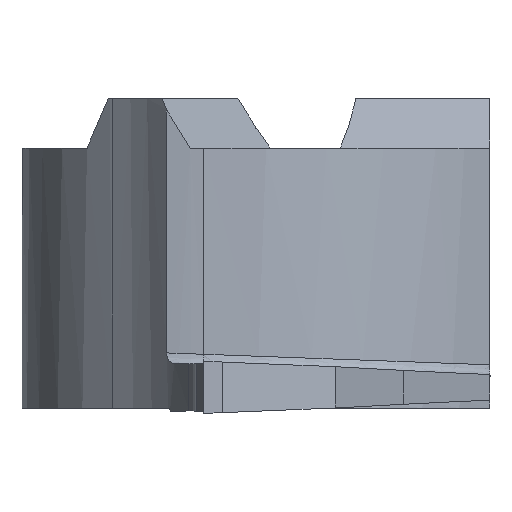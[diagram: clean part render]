
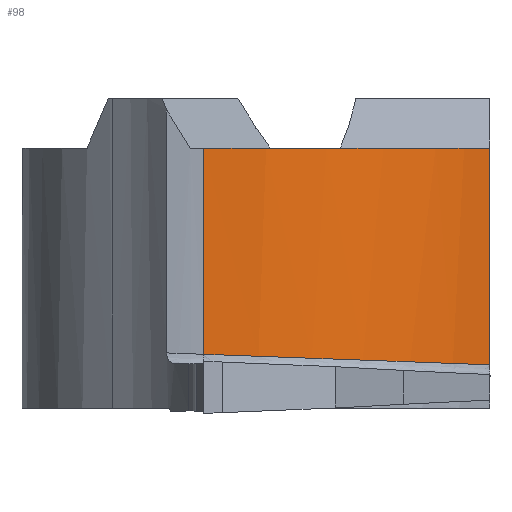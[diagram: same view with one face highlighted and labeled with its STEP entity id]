
A CAD part, left-side view. The second image highlights one B-rep face of the part: STEP entity #98.
In plain terms, the highlighted free-form (B-spline) face has degree [1, 3] with [2, 4] control points.
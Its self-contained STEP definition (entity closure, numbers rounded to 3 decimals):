
#98=ADVANCED_FACE('',(#153),#142,.F.);
#142=(
BOUNDED_SURFACE()
B_SPLINE_SURFACE(1,3,((#1257,#1258,#1259,#1260),(#1261,#1262,#1263,#1264)),
 .UNSPECIFIED.,.F.,.F.,.F.)
B_SPLINE_SURFACE_WITH_KNOTS((2,2),(4,4),(0.,1.),(0.,1.),.UNSPECIFIED.)
GEOMETRIC_REPRESENTATION_ITEM()
RATIONAL_B_SPLINE_SURFACE(((1.,0.932,0.932,1.),(1.,
0.932,0.932,1.)))
REPRESENTATION_ITEM('')
SURFACE()
);
#153=FACE_OUTER_BOUND('',#198,.T.);
#198=EDGE_LOOP('',(#373,#374,#375,#376));
#243=LINE('',#1241,#286);
#286=VECTOR('',#948,1.);
#328=CIRCLE('',#873,7.);
#373=ORIENTED_EDGE('',*,*,#694,.F.);
#374=ORIENTED_EDGE('',*,*,#695,.T.);
#375=ORIENTED_EDGE('',*,*,#696,.F.);
#376=ORIENTED_EDGE('',*,*,#697,.T.);
#613=VERTEX_POINT('',#1239);
#614=VERTEX_POINT('',#1240);
#615=VERTEX_POINT('',#1242);
#616=VERTEX_POINT('',#1244);
#694=EDGE_CURVE('',#613,#614,#818,.T.);
#695=EDGE_CURVE('',#613,#615,#243,.T.);
#696=EDGE_CURVE('',#616,#615,#328,.T.);
#697=EDGE_CURVE('',#616,#614,#819,.T.);
#818=B_SPLINE_CURVE_WITH_KNOTS('',3,(#1235,#1236,#1237,#1238),
 .UNSPECIFIED.,.F.,.F.,(4,4),(0.,1.),.UNSPECIFIED.);
#819=B_SPLINE_CURVE_WITH_KNOTS('',3,(#1245,#1246,#1247,#1248,#1249,#1250,
#1251,#1252,#1253,#1254,#1255,#1256),.UNSPECIFIED.,.F.,.F.,(4,2,2,2,2,4),
(0.,0.21,0.42,0.629,0.839,
1.),.UNSPECIFIED.);
#873=AXIS2_PLACEMENT_3D('',#1243,#949,#950);
#948=DIRECTION('',(0.,0.,-1.));
#949=DIRECTION('',(0.,0.037,-0.999));
#950=DIRECTION('',(0.,0.999,0.037));
#1235=CARTESIAN_POINT('',(-4.7,1.,-0.1));
#1236=CARTESIAN_POINT('',(-4.75,-1.091,-0.1));
#1237=CARTESIAN_POINT('',(-3.835,-3.142,-0.1));
#1238=CARTESIAN_POINT('',(-2.244,-4.5,-0.1));
#1239=CARTESIAN_POINT('',(-4.7,1.,-0.1));
#1240=CARTESIAN_POINT('',(-2.244,-4.5,-0.1));
#1241=CARTESIAN_POINT('',(-4.7,1.,-4.064));
#1242=CARTESIAN_POINT('',(-4.7,1.,-4.064));
#1243=CARTESIAN_POINT('',(2.3,0.977,-4.065));
#1244=CARTESIAN_POINT('',(-2.055,-4.5,-4.266));
#1245=CARTESIAN_POINT('',(-2.055,-4.5,-4.266));
#1246=CARTESIAN_POINT('',(-2.068,-4.5,-3.975));
#1247=CARTESIAN_POINT('',(-2.082,-4.5,-3.683));
#1248=CARTESIAN_POINT('',(-2.109,-4.5,-3.101));
#1249=CARTESIAN_POINT('',(-2.122,-4.5,-2.809));
#1250=CARTESIAN_POINT('',(-2.148,-4.5,-2.227));
#1251=CARTESIAN_POINT('',(-2.162,-4.5,-1.935));
#1252=CARTESIAN_POINT('',(-2.188,-4.5,-1.352));
#1253=CARTESIAN_POINT('',(-2.201,-4.5,-1.061));
#1254=CARTESIAN_POINT('',(-2.224,-4.5,-0.546));
#1255=CARTESIAN_POINT('',(-2.234,-4.5,-0.323));
#1256=CARTESIAN_POINT('',(-2.244,-4.5,-0.1));
#1257=CARTESIAN_POINT('',(-2.146,-4.583,-0.078));
#1258=CARTESIAN_POINT('',(-3.843,-3.189,-0.027));
#1259=CARTESIAN_POINT('',(-4.755,-1.194,0.046));
#1260=CARTESIAN_POINT('',(-4.7,1.,0.127));
#1261=CARTESIAN_POINT('',(-2.025,-4.523,-4.267));
#1262=CARTESIAN_POINT('',(-3.751,-3.168,-4.217));
#1263=CARTESIAN_POINT('',(-4.707,-1.194,-4.145));
#1264=CARTESIAN_POINT('',(-4.7,1.,-4.064));
